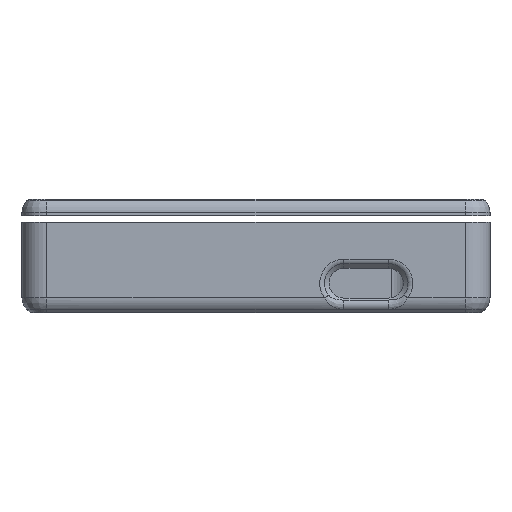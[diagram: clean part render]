
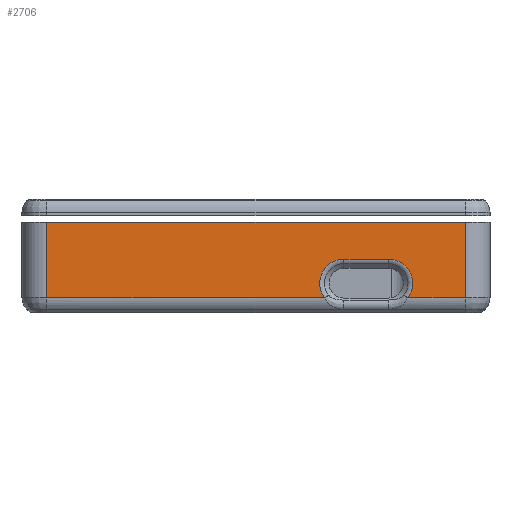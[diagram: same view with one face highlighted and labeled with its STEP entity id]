
A CAD part, front view. The second image highlights one B-rep face of the part: STEP entity #2706.
In plain terms, the highlighted planar face has unit normal (0, -1, 0).
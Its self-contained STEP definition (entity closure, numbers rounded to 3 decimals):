
#1699 = VERTEX_POINT('',#1700);
#1700 = CARTESIAN_POINT('',(-25.35,-44.6,10.));
#1707 = EDGE_CURVE('',#1708,#1699,#1710,.T.);
#1708 = VERTEX_POINT('',#1709);
#1709 = CARTESIAN_POINT('',(25.35,-44.6,10.));
#1710 = LINE('',#1711,#1712);
#1711 = CARTESIAN_POINT('',(12.675,-44.6,10.));
#1712 = VECTOR('',#1713,1.);
#1713 = DIRECTION('',(-1.,0.,0.));
#2706 = ADVANCED_FACE('',(#2707),#2766,.F.);
#2707 = FACE_BOUND('',#2708,.T.);
#2708 = EDGE_LOOP('',(#2709,#2719,#2728,#2736,#2745,#2753,#2759,#2760));
#2709 = ORIENTED_EDGE('',*,*,#2710,.F.);
#2710 = EDGE_CURVE('',#2711,#2713,#2715,.T.);
#2711 = VERTEX_POINT('',#2712);
#2712 = CARTESIAN_POINT('',(8.315,-44.6,0.828));
#2713 = VERTEX_POINT('',#2714);
#2714 = CARTESIAN_POINT('',(-25.35,-44.6,0.828));
#2715 = LINE('',#2716,#2717);
#2716 = CARTESIAN_POINT('',(-25.35,-44.6,0.828));
#2717 = VECTOR('',#2718,1.);
#2718 = DIRECTION('',(-1.,0.,0.));
#2719 = ORIENTED_EDGE('',*,*,#2720,.T.);
#2720 = EDGE_CURVE('',#2711,#2721,#2723,.T.);
#2721 = VERTEX_POINT('',#2722);
#2722 = CARTESIAN_POINT('',(10.65,-44.6,5.531));
#2723 = CIRCLE('',#2724,2.931);
#2724 = AXIS2_PLACEMENT_3D('',#2725,#2726,#2727);
#2725 = CARTESIAN_POINT('',(10.65,-44.6,2.6));
#2726 = DIRECTION('',(0.,1.,0.));
#2727 = DIRECTION('',(0.,-0.,1.));
#2728 = ORIENTED_EDGE('',*,*,#2729,.T.);
#2729 = EDGE_CURVE('',#2721,#2730,#2732,.T.);
#2730 = VERTEX_POINT('',#2731);
#2731 = CARTESIAN_POINT('',(16.05,-44.6,5.531));
#2732 = LINE('',#2733,#2734);
#2733 = CARTESIAN_POINT('',(16.05,-44.6,5.531));
#2734 = VECTOR('',#2735,1.);
#2735 = DIRECTION('',(1.,0.,0.));
#2736 = ORIENTED_EDGE('',*,*,#2737,.T.);
#2737 = EDGE_CURVE('',#2730,#2738,#2740,.T.);
#2738 = VERTEX_POINT('',#2739);
#2739 = CARTESIAN_POINT('',(18.385,-44.6,0.828));
#2740 = CIRCLE('',#2741,2.931);
#2741 = AXIS2_PLACEMENT_3D('',#2742,#2743,#2744);
#2742 = CARTESIAN_POINT('',(16.05,-44.6,2.6));
#2743 = DIRECTION('',(0.,1.,0.));
#2744 = DIRECTION('',(0.,-0.,1.));
#2745 = ORIENTED_EDGE('',*,*,#2746,.F.);
#2746 = EDGE_CURVE('',#2747,#2738,#2749,.T.);
#2747 = VERTEX_POINT('',#2748);
#2748 = CARTESIAN_POINT('',(25.35,-44.6,0.828));
#2749 = LINE('',#2750,#2751);
#2750 = CARTESIAN_POINT('',(-25.35,-44.6,0.828));
#2751 = VECTOR('',#2752,1.);
#2752 = DIRECTION('',(-1.,0.,0.));
#2753 = ORIENTED_EDGE('',*,*,#2754,.T.);
#2754 = EDGE_CURVE('',#2747,#1708,#2755,.T.);
#2755 = LINE('',#2756,#2757);
#2756 = CARTESIAN_POINT('',(25.35,-44.6,-1.002));
#2757 = VECTOR('',#2758,1.);
#2758 = DIRECTION('',(0.,0.,1.));
#2759 = ORIENTED_EDGE('',*,*,#1707,.T.);
#2760 = ORIENTED_EDGE('',*,*,#2761,.F.);
#2761 = EDGE_CURVE('',#2713,#1699,#2762,.T.);
#2762 = LINE('',#2763,#2764);
#2763 = CARTESIAN_POINT('',(-25.35,-44.6,-1.002));
#2764 = VECTOR('',#2765,1.);
#2765 = DIRECTION('',(0.,0.,1.));
#2766 = PLANE('',#2767);
#2767 = AXIS2_PLACEMENT_3D('',#2768,#2769,#2770);
#2768 = CARTESIAN_POINT('',(12.675,-44.6,-1.002));
#2769 = DIRECTION('',(0.,1.,0.));
#2770 = DIRECTION('',(0.,-0.,1.));
